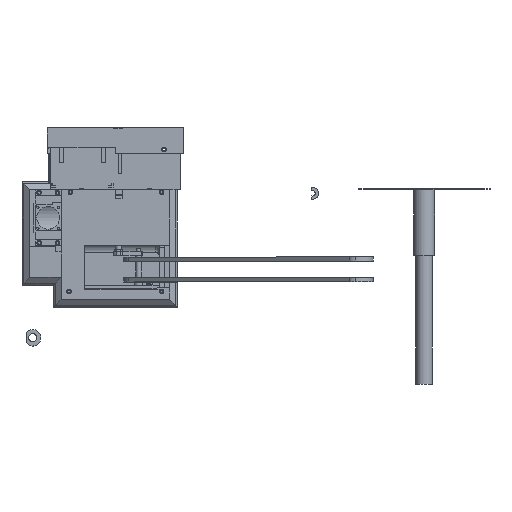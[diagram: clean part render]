
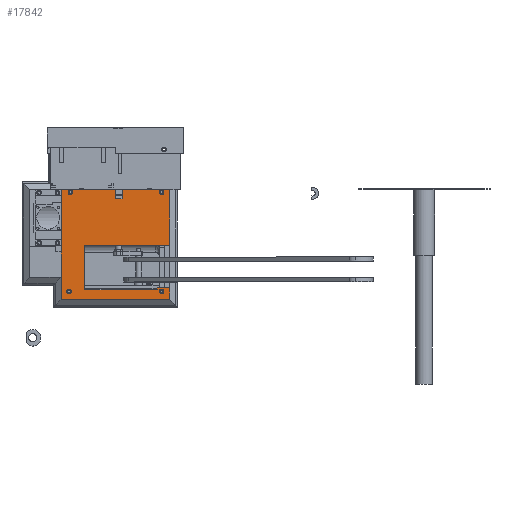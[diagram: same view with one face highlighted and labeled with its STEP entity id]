
A CAD part, top view. The second image highlights one B-rep face of the part: STEP entity #17842.
In plain terms, the highlighted face is planar.
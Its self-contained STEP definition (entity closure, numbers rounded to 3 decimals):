
#523=FACE_BOUND('',#3053,.T.);
#524=FACE_BOUND('',#3054,.T.);
#525=FACE_BOUND('',#3055,.T.);
#526=FACE_BOUND('',#3056,.T.);
#1954=FACE_OUTER_BOUND('',#3052,.T.);
#3052=EDGE_LOOP('',(#15278,#15279,#15280,#15281,#15282,#15283,#15284,#15285,
#15286,#15287,#15288,#15289,#15290,#15291));
#3053=EDGE_LOOP('',(#15292));
#3054=EDGE_LOOP('',(#15293));
#3055=EDGE_LOOP('',(#15294));
#3056=EDGE_LOOP('',(#15295));
#4569=LINE('',#31493,#6327);
#4573=LINE('',#31500,#6331);
#4588=LINE('',#31539,#6346);
#4595=LINE('',#31553,#6353);
#4597=LINE('',#31556,#6355);
#4598=LINE('',#31558,#6356);
#4599=LINE('',#31560,#6357);
#4600=LINE('',#31562,#6358);
#4601=LINE('',#31564,#6359);
#4602=LINE('',#31566,#6360);
#4603=LINE('',#31568,#6361);
#4604=LINE('',#31570,#6362);
#4605=LINE('',#31572,#6363);
#4606=LINE('',#31573,#6364);
#6327=VECTOR('',#21949,10.);
#6331=VECTOR('',#21955,10.);
#6346=VECTOR('',#21982,10.);
#6353=VECTOR('',#21991,10.);
#6355=VECTOR('',#21995,10.);
#6356=VECTOR('',#21996,10.);
#6357=VECTOR('',#21997,10.);
#6358=VECTOR('',#21998,10.);
#6359=VECTOR('',#21999,10.);
#6360=VECTOR('',#22000,10.);
#6361=VECTOR('',#22001,10.);
#6362=VECTOR('',#22002,10.);
#6363=VECTOR('',#22003,10.);
#6364=VECTOR('',#22004,10.);
#7070=CIRCLE('',#18970,3.5);
#7071=CIRCLE('',#18971,3.5);
#7072=CIRCLE('',#18972,3.5);
#7073=CIRCLE('',#18973,3.5);
#8417=VERTEX_POINT('',#31490);
#8418=VERTEX_POINT('',#31492);
#8420=VERTEX_POINT('',#31498);
#8438=VERTEX_POINT('',#31538);
#8443=VERTEX_POINT('',#31550);
#8444=VERTEX_POINT('',#31552);
#8445=VERTEX_POINT('',#31557);
#8446=VERTEX_POINT('',#31559);
#8447=VERTEX_POINT('',#31561);
#8448=VERTEX_POINT('',#31563);
#8449=VERTEX_POINT('',#31565);
#8450=VERTEX_POINT('',#31567);
#8451=VERTEX_POINT('',#31569);
#8452=VERTEX_POINT('',#31571);
#8453=VERTEX_POINT('',#31574);
#8454=VERTEX_POINT('',#31576);
#8455=VERTEX_POINT('',#31578);
#8456=VERTEX_POINT('',#31580);
#10753=EDGE_CURVE('',#8418,#8417,#4569,.T.);
#10757=EDGE_CURVE('',#8417,#8420,#4573,.T.);
#10776=EDGE_CURVE('',#8438,#8418,#4588,.T.);
#10783=EDGE_CURVE('',#8444,#8443,#4595,.T.);
#10785=EDGE_CURVE('',#8420,#8444,#4597,.T.);
#10786=EDGE_CURVE('',#8443,#8445,#4598,.T.);
#10787=EDGE_CURVE('',#8446,#8445,#4599,.T.);
#10788=EDGE_CURVE('',#8446,#8447,#4600,.T.);
#10789=EDGE_CURVE('',#8447,#8448,#4601,.T.);
#10790=EDGE_CURVE('',#8448,#8449,#4602,.T.);
#10791=EDGE_CURVE('',#8450,#8449,#4603,.T.);
#10792=EDGE_CURVE('',#8450,#8451,#4604,.T.);
#10793=EDGE_CURVE('',#8451,#8452,#4605,.T.);
#10794=EDGE_CURVE('',#8452,#8438,#4606,.T.);
#10795=EDGE_CURVE('',#8453,#8453,#7070,.T.);
#10796=EDGE_CURVE('',#8454,#8454,#7071,.T.);
#10797=EDGE_CURVE('',#8455,#8455,#7072,.T.);
#10798=EDGE_CURVE('',#8456,#8456,#7073,.T.);
#15278=ORIENTED_EDGE('',*,*,#10785,.T.);
#15279=ORIENTED_EDGE('',*,*,#10783,.T.);
#15280=ORIENTED_EDGE('',*,*,#10786,.T.);
#15281=ORIENTED_EDGE('',*,*,#10787,.F.);
#15282=ORIENTED_EDGE('',*,*,#10788,.T.);
#15283=ORIENTED_EDGE('',*,*,#10789,.T.);
#15284=ORIENTED_EDGE('',*,*,#10790,.T.);
#15285=ORIENTED_EDGE('',*,*,#10791,.F.);
#15286=ORIENTED_EDGE('',*,*,#10792,.T.);
#15287=ORIENTED_EDGE('',*,*,#10793,.T.);
#15288=ORIENTED_EDGE('',*,*,#10794,.T.);
#15289=ORIENTED_EDGE('',*,*,#10776,.T.);
#15290=ORIENTED_EDGE('',*,*,#10753,.T.);
#15291=ORIENTED_EDGE('',*,*,#10757,.T.);
#15292=ORIENTED_EDGE('',*,*,#10795,.T.);
#15293=ORIENTED_EDGE('',*,*,#10796,.T.);
#15294=ORIENTED_EDGE('',*,*,#10797,.T.);
#15295=ORIENTED_EDGE('',*,*,#10798,.T.);
#16913=PLANE('',#18969);
#17842=ADVANCED_FACE('',(#1954,#523,#524,#525,#526),#16913,.F.);
#18969=AXIS2_PLACEMENT_3D('',#31555,#21993,#21994);
#18970=AXIS2_PLACEMENT_3D('',#31575,#22005,#22006);
#18971=AXIS2_PLACEMENT_3D('',#31577,#22007,#22008);
#18972=AXIS2_PLACEMENT_3D('',#31579,#22009,#22010);
#18973=AXIS2_PLACEMENT_3D('',#31581,#22011,#22012);
#21949=DIRECTION('',(0.,-1.,0.));
#21955=DIRECTION('',(1.,0.,0.));
#21982=DIRECTION('',(1.,0.,0.));
#21991=DIRECTION('',(-1.,0.,0.));
#21993=DIRECTION('center_axis',(0.,0.,1.));
#21994=DIRECTION('ref_axis',(1.,0.,0.));
#21995=DIRECTION('',(0.,1.,0.));
#21996=DIRECTION('',(0.,1.,0.));
#21997=DIRECTION('',(-1.,0.,0.));
#21998=DIRECTION('',(0.,-1.,0.));
#21999=DIRECTION('',(1.,0.,0.));
#22000=DIRECTION('',(0.,1.,0.));
#22001=DIRECTION('',(-1.,0.,0.));
#22002=DIRECTION('',(0.,-1.,0.));
#22003=DIRECTION('',(-1.,0.,0.));
#22004=DIRECTION('',(0.,1.,0.));
#22005=DIRECTION('center_axis',(0.,0.,1.));
#22006=DIRECTION('ref_axis',(1.,0.,0.));
#22007=DIRECTION('center_axis',(0.,0.,1.));
#22008=DIRECTION('ref_axis',(1.,0.,0.));
#22009=DIRECTION('center_axis',(0.,0.,1.));
#22010=DIRECTION('ref_axis',(1.,0.,0.));
#22011=DIRECTION('center_axis',(0.,0.,1.));
#22012=DIRECTION('ref_axis',(1.,0.,0.));
#31490=CARTESIAN_POINT('',(-64.5,-73.525,0.));
#31492=CARTESIAN_POINT('',(-64.5,-70.525,0.));
#31493=CARTESIAN_POINT('',(-64.5,-37.275,0.));
#31498=CARTESIAN_POINT('',(46.75,-73.525,0.));
#31500=CARTESIAN_POINT('',(-32.25,-73.525,0.));
#31538=CARTESIAN_POINT('',(-83.25,-70.525,0.));
#31539=CARTESIAN_POINT('',(-41.625,-70.525,0.));
#31550=CARTESIAN_POINT('',(-83.25,-5.525,0.));
#31552=CARTESIAN_POINT('',(46.75,-5.525,0.));
#31553=CARTESIAN_POINT('',(-41.625,-5.525,0.));
#31555=CARTESIAN_POINT('Origin',(0.,-4.025,0.));
#31556=CARTESIAN_POINT('',(46.75,-38.775,0.));
#31557=CARTESIAN_POINT('',(-83.25,80.2,0.));
#31558=CARTESIAN_POINT('',(-83.25,-88.25,0.));
#31559=CARTESIAN_POINT('',(-10.25,80.2,0.));
#31560=CARTESIAN_POINT('',(99.5,80.2,0.));
#31561=CARTESIAN_POINT('',(-10.25,66.2,0.));
#31562=CARTESIAN_POINT('',(-10.25,35.088,0.));
#31563=CARTESIAN_POINT('',(-0.25,66.2,0.));
#31564=CARTESIAN_POINT('',(-5.125,66.2,0.));
#31565=CARTESIAN_POINT('',(-0.25,80.2,0.));
#31566=CARTESIAN_POINT('',(-0.25,35.088,0.));
#31567=CARTESIAN_POINT('',(83.25,80.2,0.));
#31568=CARTESIAN_POINT('',(99.5,80.2,0.));
#31569=CARTESIAN_POINT('',(83.25,-88.25,0.));
#31570=CARTESIAN_POINT('',(83.25,80.2,0.));
#31571=CARTESIAN_POINT('',(-83.25,-88.25,0.));
#31572=CARTESIAN_POINT('',(83.25,-88.25,0.));
#31573=CARTESIAN_POINT('',(-83.25,-88.25,0.));
#31574=CARTESIAN_POINT('',(67.5,-76.025,0.));
#31575=CARTESIAN_POINT('Origin',(71.,-76.025,0.));
#31576=CARTESIAN_POINT('',(-74.5,-76.025,0.));
#31577=CARTESIAN_POINT('Origin',(-71.,-76.025,0.));
#31578=CARTESIAN_POINT('',(65.5,75.975,0.));
#31579=CARTESIAN_POINT('Origin',(69.,75.975,0.));
#31580=CARTESIAN_POINT('',(-74.5,75.975,0.));
#31581=CARTESIAN_POINT('Origin',(-71.,75.975,0.));
